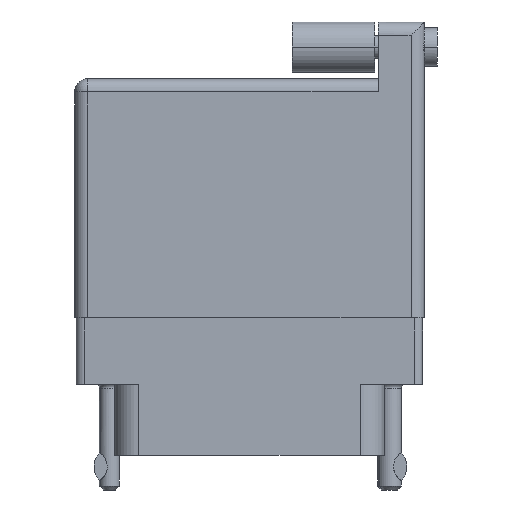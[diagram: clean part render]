
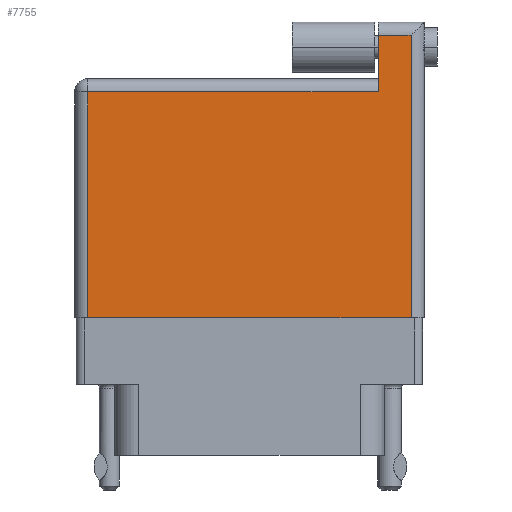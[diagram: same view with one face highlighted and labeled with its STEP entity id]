
A CAD part, front view. The second image highlights one B-rep face of the part: STEP entity #7755.
In plain terms, the highlighted face is planar.
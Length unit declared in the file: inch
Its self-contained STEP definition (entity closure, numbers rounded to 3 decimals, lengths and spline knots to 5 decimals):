
#421 = VECTOR ( 'NONE', #5400, 39.37008 ) ;
#1885 = EDGE_CURVE ( 'NONE', #1948, #34069, #24132, .T. ) ;
#1948 = VERTEX_POINT ( 'NONE', #24457 ) ;
#2004 = EDGE_CURVE ( 'NONE', #22619, #19325, #13768, .T. ) ;
#2029 = EDGE_LOOP ( 'NONE', ( #16024, #27259, #15851, #22433, #23791, #18752 ) ) ;
#2139 = EDGE_CURVE ( 'NONE', #34069, #10444, #23221, .T. ) ;
#2606 = CARTESIAN_POINT ( 'NONE',  ( 1.15, 1.07, 0. ) ) ;
#2804 = VERTEX_POINT ( 'NONE', #2606 ) ;
#5400 = DIRECTION ( 'NONE',  ( -1., 0., 0. ) ) ;
#7369 = CARTESIAN_POINT ( 'NONE',  ( 0.05, 0., 0. ) ) ;
#7755 = ADVANCED_FACE ( 'NONE', ( #33042 ), #12964, .F. ) ;
#7933 = DIRECTION ( 'NONE',  ( 1., 0., 0. ) ) ;
#8565 = CARTESIAN_POINT ( 'NONE',  ( 1.275, 1.07, 0. ) ) ;
#8578 = CARTESIAN_POINT ( 'NONE',  ( 1.275, 0., 0. ) ) ;
#9248 = CARTESIAN_POINT ( 'NONE',  ( 0.05, 0.856, 0. ) ) ;
#10444 = VERTEX_POINT ( 'NONE', #8565 ) ;
#12599 = DIRECTION ( 'NONE',  ( 0., -1., 0. ) ) ;
#12964 = PLANE ( 'NONE',  #34538 ) ;
#13263 = DIRECTION ( 'NONE',  ( 0., -1., 0. ) ) ;
#13768 = LINE ( 'NONE', #21919, #421 ) ;
#14383 = CARTESIAN_POINT ( 'NONE',  ( 1.15, 0.856, 0. ) ) ;
#15007 = LINE ( 'NONE', #7369, #30994 ) ;
#15851 = ORIENTED_EDGE ( 'NONE', *, *, #19734, .T. ) ;
#15886 = VECTOR ( 'NONE', #16727, 39.37008 ) ;
#16024 = ORIENTED_EDGE ( 'NONE', *, *, #1885, .T. ) ;
#16136 = CARTESIAN_POINT ( 'NONE',  ( 0., 0., 0. ) ) ;
#16341 = DIRECTION ( 'NONE',  ( -1., 0., 0. ) ) ;
#16727 = DIRECTION ( 'NONE',  ( 0., 1., 0. ) ) ;
#17635 = VECTOR ( 'NONE', #7933, 39.37008 ) ;
#18012 = DIRECTION ( 'NONE',  ( -1., 0., 0. ) ) ;
#18752 = ORIENTED_EDGE ( 'NONE', *, *, #29319, .T. ) ;
#19325 = VERTEX_POINT ( 'NONE', #9248 ) ;
#19734 = EDGE_CURVE ( 'NONE', #10444, #2804, #22710, .T. ) ;
#20301 = VECTOR ( 'NONE', #12599, 39.37008 ) ;
#21919 = CARTESIAN_POINT ( 'NONE',  ( 0., 0.856, 0. ) ) ;
#22298 = VECTOR ( 'NONE', #16341, 39.37008 ) ;
#22433 = ORIENTED_EDGE ( 'NONE', *, *, #27599, .T. ) ;
#22619 = VERTEX_POINT ( 'NONE', #14383 ) ;
#22710 = LINE ( 'NONE', #32771, #22298 ) ;
#23221 = LINE ( 'NONE', #30619, #15886 ) ;
#23791 = ORIENTED_EDGE ( 'NONE', *, *, #2004, .T. ) ;
#23819 = DIRECTION ( 'NONE',  ( 0., 0., -1. ) ) ;
#24132 = LINE ( 'NONE', #16136, #17635 ) ;
#24457 = CARTESIAN_POINT ( 'NONE',  ( 0.05, 0., 0. ) ) ;
#26479 = CARTESIAN_POINT ( 'NONE',  ( 1.15, 1.12, 0. ) ) ;
#27259 = ORIENTED_EDGE ( 'NONE', *, *, #2139, .T. ) ;
#27599 = EDGE_CURVE ( 'NONE', #2804, #22619, #32845, .T. ) ;
#29319 = EDGE_CURVE ( 'NONE', #19325, #1948, #15007, .T. ) ;
#30619 = CARTESIAN_POINT ( 'NONE',  ( 1.275, 1.12, 0. ) ) ;
#30994 = VECTOR ( 'NONE', #13263, 39.37008 ) ;
#32771 = CARTESIAN_POINT ( 'NONE',  ( 0., 1.07, 0. ) ) ;
#32845 = LINE ( 'NONE', #26479, #20301 ) ;
#33042 = FACE_OUTER_BOUND ( 'NONE', #2029, .T. ) ;
#34069 = VERTEX_POINT ( 'NONE', #8578 ) ;
#34538 = AXIS2_PLACEMENT_3D ( 'NONE', #35081, #23819, #18012 ) ;
#35081 = CARTESIAN_POINT ( 'NONE',  ( 0., 0.906, 0. ) ) ;
